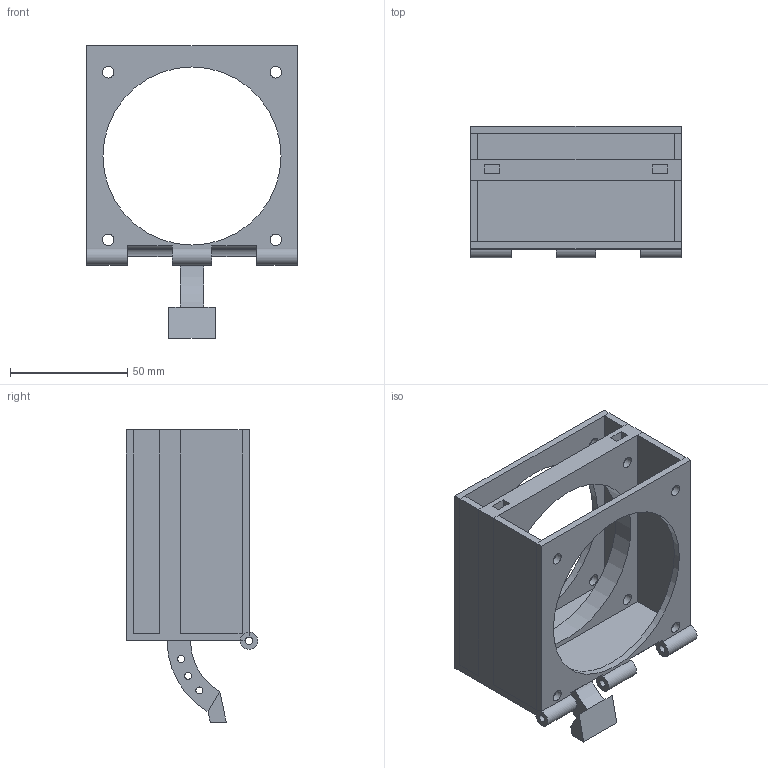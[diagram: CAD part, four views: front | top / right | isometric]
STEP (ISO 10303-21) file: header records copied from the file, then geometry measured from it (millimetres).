
FILE_DESCRIPTION(('FreeCAD Model'),'2;1');
FILE_NAME('Open CASCADE Shape Model','2022-05-02T14:34:58',('Author'),( ''),'Open CASCADE STEP processor 7.5','FreeCAD','Unknown');
FILE_SCHEMA(('AUTOMOTIVE_DESIGN { 1 0 10303 214 1 1 1 1 }'));
Length unit declared in the file: millimetre
Products named in the file (1): fanSupMobileBdy
Bounding box: 90 x 56.1 x 124.71 mm (x, y, z)
Volume: 86074.6 mm3; surface area: 51269.9 mm2
Topology: 1 solids, 1 shells, 88 faces, 242 edges, 153 vertices
Faces by surface type: plane 53, cylinder 32, cone 3
Full cylindrical faces by diameter (mm): 3 x3, 3.2 x3, 4.9 x14, 76 x3
Entity records: 6140 total; most frequent: CARTESIAN_POINT 1154, DIRECTION 944, LINE 585, VECTOR 585, ORIENTED_EDGE 484, PCURVE 484, DEFINITIONAL_REPRESENTATION 484, EDGE_CURVE 242
